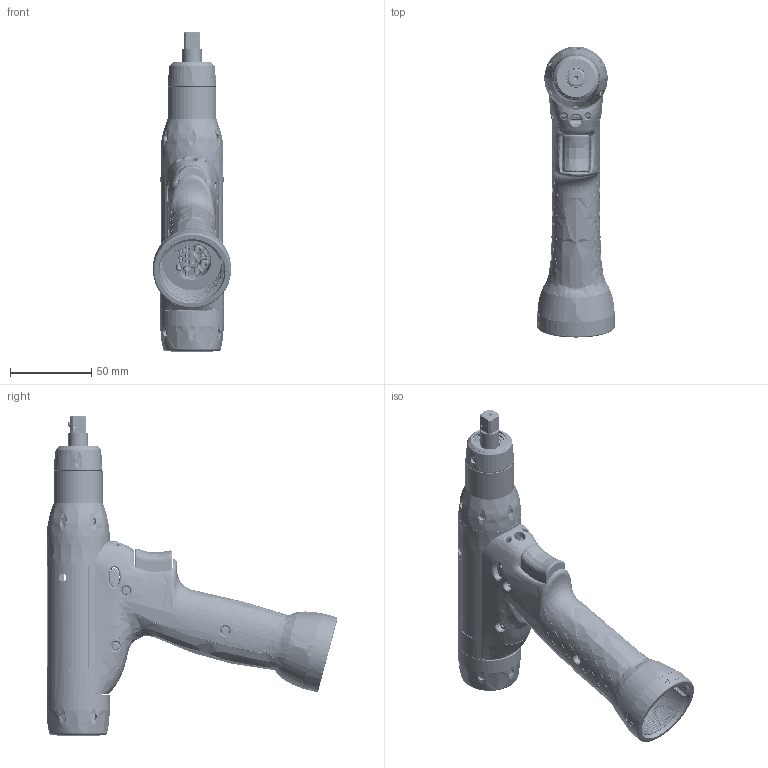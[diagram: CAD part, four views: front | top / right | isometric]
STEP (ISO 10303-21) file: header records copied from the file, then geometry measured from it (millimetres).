
FILE_DESCRIPTION((''),'2;1');
FILE_NAME('8433221103_ASM','2018-12-18T11:01:21',('Toocsr'),(''),'CREO PARAMETRIC BY PTC INC, 2018100','CREO PARAMETRIC BY PTC INC, 2018100','');
FILE_SCHEMA(('CONFIG_CONTROL_DESIGN','GEOMETRIC_VALIDATION_PROPERTIES_MIM'));
Length unit declared in the file: millimetre
Products named in the file (45): 4220285003_AF0; 4220285082_ASM; 4220286001; 4220286082_ASM; 4220290519; 4220290520; 4220290586_ASM; 4220230300; 4220502203; 4220312085_SPEC1_ASM; 4220502200; 4220312086_SPEC2_ASM; 4222011600; 4220338985_ASM; 4220285001_AF0; 4220285002_ASM; 4220285500; 0300013083; 0211196242; 4224230201_ASM; 4220286900; 4220286980_ASM; 4220390080_ASM; 4220300200; 4220287200; 4220287280_ASM; 4220290801; 4220290800; 4220289911; 4220285300; 4220285406; 4220285486_ASM; 4224210500_ASM; 4220287304; 4220287381_ASM; 4220287400; 0502109160; 4220238200; 4090061700; 4220299302 ...
Assembly tree (53 placements, depth 5):
  8433221103_ASM
    4224230201_ASM
      4220285082_ASM
        4220285003_AF0
      4220286082_ASM
        4220286001
      4220290586_ASM
        4220290519
        4220290520
      4220338985_ASM
        4220230300
        4220312085_SPEC1_ASM
          4220502203  x5
        4220312086_SPEC2_ASM
          4220502200
        4222011600
      4220285002_ASM
        4220285001_AF0
      4220285500
      0300013083  x3
      0211196242  x3
    4224210500_ASM
      4220390080_ASM
        4220286980_ASM
          4220286900
      4220300200
      4220287280_ASM
        4220287200
      4220290801
      4220290800
      4220289911  x2
      4220285486_ASM
        4220285300
        4220285406
    4224221903_ASM
      4220287381_ASM
        4220287304
      4220287400
      0502109160
      4220238200
      4090061700
      4220299302
      4220488000
      4110076706_AF0
      0108169062
Bounding box: 48 x 179.17 x 197.3 mm (x, y, z)
Volume: 151625 mm3; surface area: 139131.5 mm2
Topology: 47 solids, 51 shells, 5799 faces, 15268 edges, 9726 vertices
Faces by surface type: plane 2310, bspline 1433, cylinder 1221, cone 405, extrusion 217, torus 163, sphere 45, revolution 5
Entity records: 327722 total; most frequent: CARTESIAN_POINT 149518, ORIENTED_EDGE 27788, DIRECTION 19280, PRESENTATION_STYLE_ASSIGNMENT 15792, STYLED_ITEM 15768, EDGE_CURVE 13900, CURVE_STYLE 13027, VERTEX_POINT 8901
